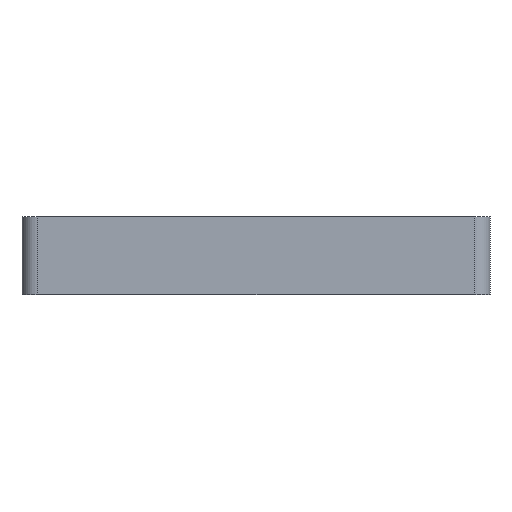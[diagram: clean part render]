
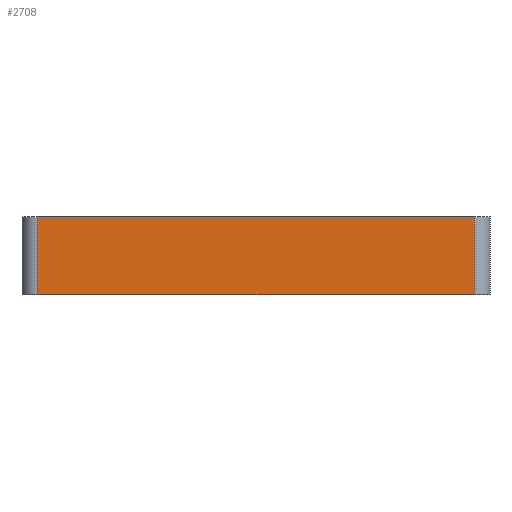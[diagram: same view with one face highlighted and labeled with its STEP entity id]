
A CAD part, left-side view. The second image highlights one B-rep face of the part: STEP entity #2708.
In plain terms, the highlighted planar face has unit normal (-1, 0, 0).
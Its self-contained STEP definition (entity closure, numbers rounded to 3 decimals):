
#112=PLANE('',#3005);
#253=FACE_OUTER_BOUND('',#424,.T.);
#424=EDGE_LOOP('',(#2451,#2452,#2453,#2454));
#486=LINE('',#3993,#738);
#602=LINE('',#4355,#854);
#681=LINE('',#4616,#933);
#682=LINE('',#4618,#934);
#738=VECTOR('',#3150,10.);
#854=VECTOR('',#3480,10.);
#933=VECTOR('',#3803,10.);
#934=VECTOR('',#3806,10.);
#1140=VERTEX_POINT('',#3990);
#1141=VERTEX_POINT('',#3992);
#1278=VERTEX_POINT('',#4351);
#1280=VERTEX_POINT('',#4354);
#1414=EDGE_CURVE('',#1141,#1140,#486,.T.);
#1597=EDGE_CURVE('',#1278,#1280,#602,.T.);
#1722=EDGE_CURVE('',#1141,#1278,#681,.T.);
#1723=EDGE_CURVE('',#1280,#1140,#682,.T.);
#2451=ORIENTED_EDGE('',*,*,#1722,.F.);
#2452=ORIENTED_EDGE('',*,*,#1414,.T.);
#2453=ORIENTED_EDGE('',*,*,#1723,.F.);
#2454=ORIENTED_EDGE('',*,*,#1597,.F.);
#2708=ADVANCED_FACE('',(#253),#112,.T.);
#3005=AXIS2_PLACEMENT_3D('',#4617,#3804,#3805);
#3150=DIRECTION('',(0.,-1.,0.));
#3480=DIRECTION('',(0.,-1.,0.));
#3803=DIRECTION('',(0.,0.,1.));
#3804=DIRECTION('center_axis',(-1.,0.,0.));
#3805=DIRECTION('ref_axis',(0.,-1.,0.));
#3806=DIRECTION('',(0.,0.,-1.));
#3990=CARTESIAN_POINT('',(0.,5.,5.));
#3992=CARTESIAN_POINT('',(0.,145.,5.));
#3993=CARTESIAN_POINT('',(0.,150.,5.));
#4351=CARTESIAN_POINT('',(0.,145.,30.));
#4354=CARTESIAN_POINT('',(0.,5.,30.));
#4355=CARTESIAN_POINT('',(0.,150.,30.));
#4616=CARTESIAN_POINT('',(0.,145.,5.));
#4617=CARTESIAN_POINT('Origin',(0.,150.,5.));
#4618=CARTESIAN_POINT('',(0.,5.,5.));
